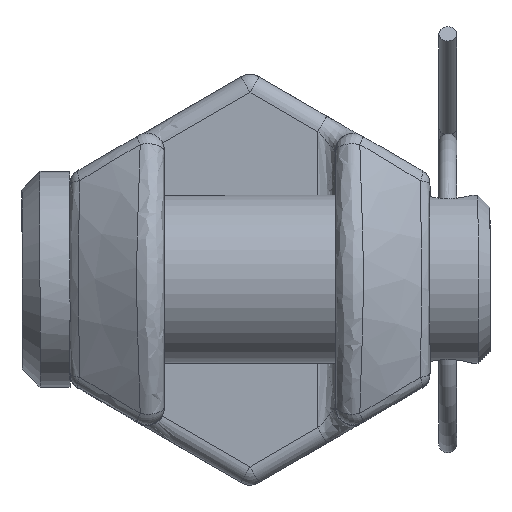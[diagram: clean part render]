
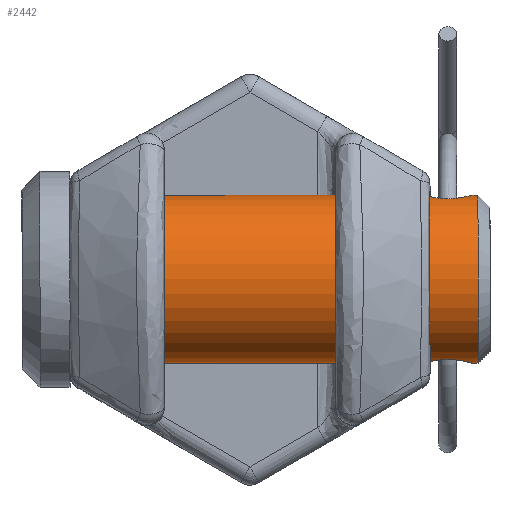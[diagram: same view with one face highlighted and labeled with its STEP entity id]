
A CAD part, top view. The second image highlights one B-rep face of the part: STEP entity #2442.
In plain terms, the highlighted cylindrical face has radius 7 mm (diameter 14 mm), a full revolution.
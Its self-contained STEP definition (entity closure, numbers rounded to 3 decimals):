
#396=CYLINDRICAL_SURFACE($,#2630,7.);
#410=B_SPLINE_CURVE_WITH_KNOTS($,3,(#3321,#3322,#3323,#3324,#3325,#3326,
#3327,#3328,#3329,#3330,#3331,#3332,#3333,#3334,#3335,#3336,#3337,#3338),
 .UNSPECIFIED.,.F.,.F.,(4,2,2,2,2,2,2,2,4),(0.134,0.154,
0.186,0.216,0.244,0.272,
0.3,0.33,0.361),.UNSPECIFIED.);
#412=B_SPLINE_CURVE_WITH_KNOTS($,3,(#3378,#3379,#3380,#3381,#3382,#3383,
#3384,#3385,#3386,#3387,#3388,#3389,#3390,#3391,#3392,#3393,#3394,#3395,
#3396,#3397,#3398,#3399,#3400,#3401,#3402,#3403,#3404,#3405,#3406,#3407,
#3408,#3409,#3410,#3411),.UNSPECIFIED.,.T.,.F.,(4,2,2,2,2,2,2,2,2,2,2,2,
2,2,2,2,4),(0.,0.076,0.152,0.227,0.303,
0.379,0.455,0.531,0.606,
0.682,0.758,0.834,0.91,
0.985,1.061,1.137,1.213),
 .UNSPECIFIED.);
#413=B_SPLINE_CURVE_WITH_KNOTS($,3,(#3413,#3414,#3415,#3416,#3417,#3418,
#3419,#3420,#3421,#3422,#3423,#3424,#3425,#3426,#3427,#3428,#3429,#3430),
 .UNSPECIFIED.,.F.,.F.,(4,2,2,2,2,2,2,2,4),(0.,0.076,0.152,
0.227,0.303,0.379,0.455,0.531,
0.531),.UNSPECIFIED.);
#414=B_SPLINE_CURVE_WITH_KNOTS($,3,(#3431,#3432,#3433,#3434,#3435,#3436,
#3437,#3438,#3439,#3440,#3441,#3442,#3443,#3444,#3445,#3446,#3447,#3448),
 .UNSPECIFIED.,.F.,.F.,(4,2,2,2,2,2,2,2,4),(0.678,0.682,
0.758,0.834,0.91,0.985,
1.061,1.137,1.213),.UNSPECIFIED.);
#540=FACE_BOUND($,#760,.T.);
#541=FACE_BOUND($,#761,.T.);
#542=FACE_BOUND($,#762,.T.);
#543=FACE_BOUND($,#763,.T.);
#760=EDGE_LOOP($,(#1601,#1602,#1603));
#761=EDGE_LOOP($,(#1604));
#762=EDGE_LOOP($,(#1605));
#763=EDGE_LOOP($,(#1606));
#954=CIRCLE($,#2625,7.);
#956=CIRCLE($,#2628,7.);
#1039=VERTEX_POINT($,#3319);
#1040=VERTEX_POINT($,#3320);
#1046=VERTEX_POINT($,#3377);
#1047=VERTEX_POINT($,#3412);
#1052=VERTEX_POINT($,#3460);
#1054=VERTEX_POINT($,#3465);
#1239=EDGE_CURVE($,#1039,#1040,#410,.T.);
#1246=EDGE_CURVE($,#1046,#1046,#412,.T.);
#1247=EDGE_CURVE($,#1047,#1039,#413,.T.);
#1248=EDGE_CURVE($,#1040,#1047,#414,.T.);
#1253=EDGE_CURVE($,#1052,#1052,#954,.T.);
#1255=EDGE_CURVE($,#1054,#1054,#956,.T.);
#1601=ORIENTED_EDGE($,*,*,#1239,.T.);
#1602=ORIENTED_EDGE($,*,*,#1248,.T.);
#1603=ORIENTED_EDGE($,*,*,#1247,.T.);
#1604=ORIENTED_EDGE($,*,*,#1253,.F.);
#1605=ORIENTED_EDGE($,*,*,#1246,.T.);
#1606=ORIENTED_EDGE($,*,*,#1255,.F.);
#2442=ADVANCED_FACE($,(#540,#541,#542,#543),#396,.T.);
#2625=AXIS2_PLACEMENT_3D($,#3461,#2848,#2849);
#2628=AXIS2_PLACEMENT_3D($,#3466,#2854,#2855);
#2630=AXIS2_PLACEMENT_3D($,#3469,#2858,#2859);
#2848=DIRECTION('center_axis',(-1.,0.,0.));
#2849=DIRECTION('ref_axis',(0.,1.,0.));
#2854=DIRECTION('center_axis',(1.,0.,0.));
#2855=DIRECTION('ref_axis',(0.,1.,0.));
#2858=DIRECTION('center_axis',(1.,0.,0.));
#2859=DIRECTION('ref_axis',(0.,1.,0.));
#3319=CARTESIAN_POINT('',(2.337,8.925,23.612));
#3320=CARTESIAN_POINT('',(3.827,8.922,23.599));
#3321=CARTESIAN_POINT('Ctrl Pts',(2.337,8.925,23.612));
#3322=CARTESIAN_POINT('Ctrl Pts',(2.344,8.907,23.547));
#3323=CARTESIAN_POINT('Ctrl Pts',(2.358,8.889,23.483));
#3324=CARTESIAN_POINT('Ctrl Pts',(2.415,8.841,23.325));
#3325=CARTESIAN_POINT('Ctrl Pts',(2.468,8.811,23.236));
#3326=CARTESIAN_POINT('Ctrl Pts',(2.605,8.761,23.091));
#3327=CARTESIAN_POINT('Ctrl Pts',(2.684,8.74,23.034));
#3328=CARTESIAN_POINT('Ctrl Pts',(2.858,8.71,22.955));
#3329=CARTESIAN_POINT('Ctrl Pts',(2.95,8.702,22.933));
#3330=CARTESIAN_POINT('Ctrl Pts',(3.136,8.698,22.924));
#3331=CARTESIAN_POINT('Ctrl Pts',(3.228,8.703,22.936));
#3332=CARTESIAN_POINT('Ctrl Pts',(3.404,8.724,22.993));
#3333=CARTESIAN_POINT('Ctrl Pts',(3.486,8.741,23.038));
#3334=CARTESIAN_POINT('Ctrl Pts',(3.633,8.784,23.158));
#3335=CARTESIAN_POINT('Ctrl Pts',(3.694,8.81,23.233));
#3336=CARTESIAN_POINT('Ctrl Pts',(3.786,8.866,23.404));
#3337=CARTESIAN_POINT('Ctrl Pts',(3.816,8.894,23.5));
#3338=CARTESIAN_POINT('Ctrl Pts',(3.827,8.922,23.599));
#3377=CARTESIAN_POINT('',(3.099,-4.534,27.461));
#3378=CARTESIAN_POINT('Ctrl Pts',(3.099,-4.534,27.461));
#3379=CARTESIAN_POINT('Ctrl Pts',(3.351,-4.534,27.461));
#3380=CARTESIAN_POINT('Ctrl Pts',(3.62,-4.55,27.41));
#3381=CARTESIAN_POINT('Ctrl Pts',(4.112,-4.606,27.206));
#3382=CARTESIAN_POINT('Ctrl Pts',(4.336,-4.645,27.052));
#3383=CARTESIAN_POINT('Ctrl Pts',(4.69,-4.718,26.699));
#3384=CARTESIAN_POINT('Ctrl Pts',(4.843,-4.757,26.475));
#3385=CARTESIAN_POINT('Ctrl Pts',(5.048,-4.811,25.982));
#3386=CARTESIAN_POINT('Ctrl Pts',(5.099,-4.826,25.714));
#3387=CARTESIAN_POINT('Ctrl Pts',(5.099,-4.826,25.208));
#3388=CARTESIAN_POINT('Ctrl Pts',(5.048,-4.811,24.94));
#3389=CARTESIAN_POINT('Ctrl Pts',(4.843,-4.757,24.448));
#3390=CARTESIAN_POINT('Ctrl Pts',(4.69,-4.718,24.224));
#3391=CARTESIAN_POINT('Ctrl Pts',(4.336,-4.645,23.87));
#3392=CARTESIAN_POINT('Ctrl Pts',(4.112,-4.606,23.716));
#3393=CARTESIAN_POINT('Ctrl Pts',(3.62,-4.55,23.512));
#3394=CARTESIAN_POINT('Ctrl Pts',(3.351,-4.534,23.461));
#3395=CARTESIAN_POINT('Ctrl Pts',(2.846,-4.534,23.461));
#3396=CARTESIAN_POINT('Ctrl Pts',(2.577,-4.55,23.512));
#3397=CARTESIAN_POINT('Ctrl Pts',(2.085,-4.606,23.716));
#3398=CARTESIAN_POINT('Ctrl Pts',(1.861,-4.645,23.87));
#3399=CARTESIAN_POINT('Ctrl Pts',(1.508,-4.718,24.224));
#3400=CARTESIAN_POINT('Ctrl Pts',(1.354,-4.757,24.448));
#3401=CARTESIAN_POINT('Ctrl Pts',(1.149,-4.811,24.94));
#3402=CARTESIAN_POINT('Ctrl Pts',(1.099,-4.826,25.208));
#3403=CARTESIAN_POINT('Ctrl Pts',(1.099,-4.826,25.714));
#3404=CARTESIAN_POINT('Ctrl Pts',(1.149,-4.811,25.982));
#3405=CARTESIAN_POINT('Ctrl Pts',(1.354,-4.757,26.475));
#3406=CARTESIAN_POINT('Ctrl Pts',(1.508,-4.718,26.699));
#3407=CARTESIAN_POINT('Ctrl Pts',(1.861,-4.645,27.052));
#3408=CARTESIAN_POINT('Ctrl Pts',(2.085,-4.606,27.206));
#3409=CARTESIAN_POINT('Ctrl Pts',(2.577,-4.55,27.41));
#3410=CARTESIAN_POINT('Ctrl Pts',(2.846,-4.534,27.461));
#3411=CARTESIAN_POINT('Ctrl Pts',(3.099,-4.534,27.461));
#3412=CARTESIAN_POINT('',(3.099,8.882,27.461));
#3413=CARTESIAN_POINT('Ctrl Pts',(3.099,8.882,27.461));
#3414=CARTESIAN_POINT('Ctrl Pts',(2.846,8.882,27.461));
#3415=CARTESIAN_POINT('Ctrl Pts',(2.577,8.898,27.41));
#3416=CARTESIAN_POINT('Ctrl Pts',(2.085,8.954,27.206));
#3417=CARTESIAN_POINT('Ctrl Pts',(1.861,8.993,27.052));
#3418=CARTESIAN_POINT('Ctrl Pts',(1.508,9.066,26.699));
#3419=CARTESIAN_POINT('Ctrl Pts',(1.354,9.105,26.475));
#3420=CARTESIAN_POINT('Ctrl Pts',(1.149,9.159,25.982));
#3421=CARTESIAN_POINT('Ctrl Pts',(1.099,9.174,25.714));
#3422=CARTESIAN_POINT('Ctrl Pts',(1.099,9.174,25.208));
#3423=CARTESIAN_POINT('Ctrl Pts',(1.149,9.159,24.94));
#3424=CARTESIAN_POINT('Ctrl Pts',(1.354,9.105,24.448));
#3425=CARTESIAN_POINT('Ctrl Pts',(1.508,9.066,24.224));
#3426=CARTESIAN_POINT('Ctrl Pts',(1.861,8.993,23.87));
#3427=CARTESIAN_POINT('Ctrl Pts',(2.085,8.954,23.716));
#3428=CARTESIAN_POINT('Ctrl Pts',(2.333,8.926,23.613));
#3429=CARTESIAN_POINT('Ctrl Pts',(2.335,8.925,23.612));
#3430=CARTESIAN_POINT('Ctrl Pts',(2.337,8.925,23.612));
#3431=CARTESIAN_POINT('Ctrl Pts',(3.827,8.922,23.599));
#3432=CARTESIAN_POINT('Ctrl Pts',(3.84,8.923,23.604));
#3433=CARTESIAN_POINT('Ctrl Pts',(3.853,8.924,23.609));
#3434=CARTESIAN_POINT('Ctrl Pts',(4.112,8.954,23.716));
#3435=CARTESIAN_POINT('Ctrl Pts',(4.336,8.993,23.87));
#3436=CARTESIAN_POINT('Ctrl Pts',(4.69,9.066,24.224));
#3437=CARTESIAN_POINT('Ctrl Pts',(4.843,9.105,24.448));
#3438=CARTESIAN_POINT('Ctrl Pts',(5.048,9.159,24.94));
#3439=CARTESIAN_POINT('Ctrl Pts',(5.099,9.174,25.208));
#3440=CARTESIAN_POINT('Ctrl Pts',(5.099,9.174,25.714));
#3441=CARTESIAN_POINT('Ctrl Pts',(5.048,9.159,25.982));
#3442=CARTESIAN_POINT('Ctrl Pts',(4.843,9.105,26.475));
#3443=CARTESIAN_POINT('Ctrl Pts',(4.69,9.066,26.699));
#3444=CARTESIAN_POINT('Ctrl Pts',(4.336,8.993,27.052));
#3445=CARTESIAN_POINT('Ctrl Pts',(4.112,8.954,27.206));
#3446=CARTESIAN_POINT('Ctrl Pts',(3.62,8.898,27.41));
#3447=CARTESIAN_POINT('Ctrl Pts',(3.351,8.882,27.461));
#3448=CARTESIAN_POINT('Ctrl Pts',(3.099,8.882,27.461));
#3460=CARTESIAN_POINT('',(-28.401,-4.826,25.461));
#3461=CARTESIAN_POINT('Origin',(-28.401,2.174,25.461));
#3465=CARTESIAN_POINT('',(5.599,-4.826,25.461));
#3466=CARTESIAN_POINT('Origin',(5.599,2.174,25.461));
#3469=CARTESIAN_POINT('Origin',(-28.401,2.174,25.461));
